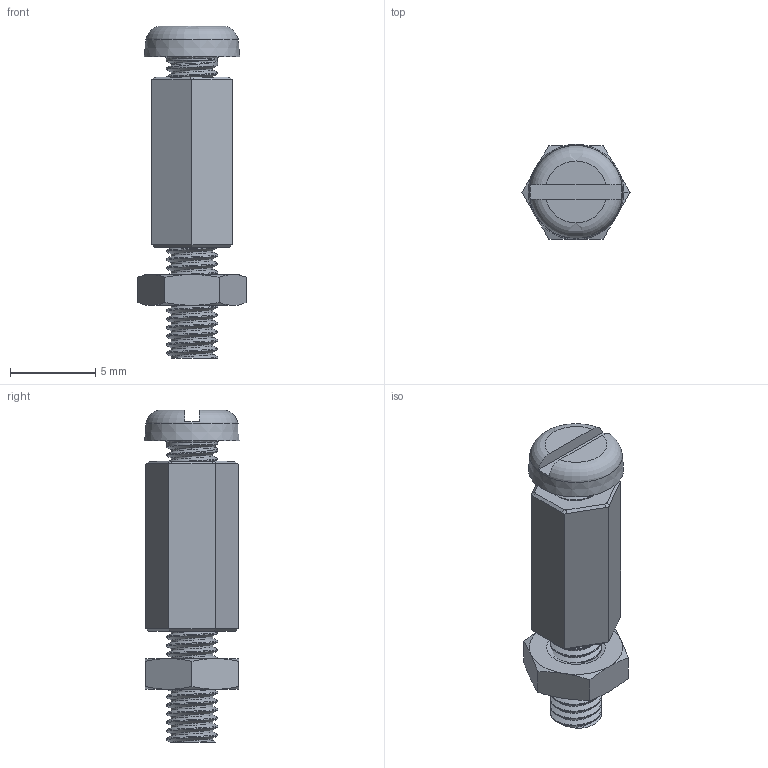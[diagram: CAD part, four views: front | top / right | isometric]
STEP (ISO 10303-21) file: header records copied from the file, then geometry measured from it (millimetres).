
FILE_DESCRIPTION(('FreeCAD Model'),'2;1');
FILE_NAME('./DistanceHex10mm_M3.step','2020-05-22T18:12:30',('Author'),(''), 'Open CASCADE STEP processor 7.3','FreeCAD','Unknown');
FILE_SCHEMA(('AUTOMOTIVE_DESIGN { 1 0 10303 214 1 1 1 1 }'));
Length unit declared in the file: millimetre
Products named in the file (4): HexDistance10mm; Hexdistance10mm_M3; ISO4035-M3_NUT; ISO1580-M3x6_SCREW
Assembly tree (3 placements, depth 2):
  HexDistance10mm
    Hexdistance10mm_M3
    ISO4035-M3_NUT
    ISO1580-M3x6_SCREW
Bounding box: 6.35 x 5.6 x 19.5 mm (x, y, z)
Volume: 300.2 mm3; surface area: 630.6 mm2
Topology: 3 solids, 3 shells, 226 faces, 478 edges, 257 vertices
Faces by surface type: bspline 162, plane 37, cone 17, cylinder 8, revolution 2
Full cylindrical faces by diameter (mm): 2.459 x1, 3 x1
Entity records: 14245 total; most frequent: CARTESIAN_POINT 9674, ORIENTED_EDGE 948, EDGE_CURVE 474, DIRECTION 340, B_SPLINE_CURVE_WITH_KNOTS 276, VERTEX_POINT 257, FACE_BOUND 231, EDGE_LOOP 231
